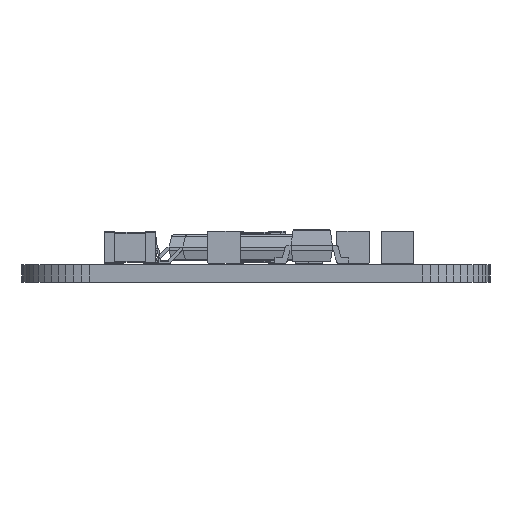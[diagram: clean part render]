
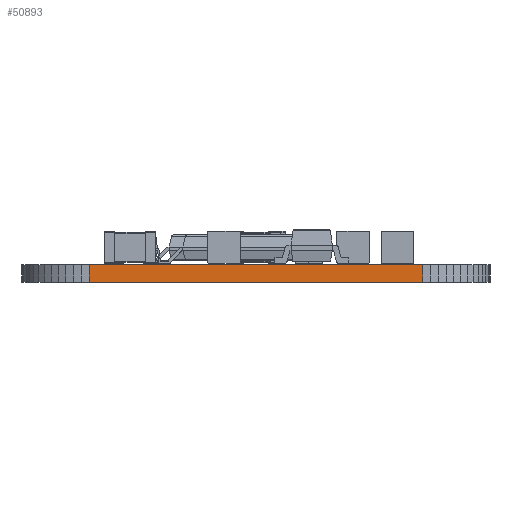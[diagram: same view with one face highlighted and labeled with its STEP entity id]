
A CAD part, front view. The second image highlights one B-rep face of the part: STEP entity #50893.
In plain terms, the highlighted planar face has unit normal (0, -1, 0).
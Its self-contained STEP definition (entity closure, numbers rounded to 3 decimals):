
#44572 = PLANE('',#44573);
#44573 = AXIS2_PLACEMENT_3D('',#44574,#44575,#44576);
#44574 = CARTESIAN_POINT('',(7.62,-19.368,0.68));
#44575 = DIRECTION('',(-0.,-0.,-1.));
#44576 = DIRECTION('',(-1.,0.,0.));
#44626 = PLANE('',#44627);
#44627 = AXIS2_PLACEMENT_3D('',#44628,#44629,#44630);
#44628 = CARTESIAN_POINT('',(7.62,-19.368,0.));
#44629 = DIRECTION('',(-0.,-0.,-1.));
#44630 = DIRECTION('',(-1.,0.,0.));
#45435 = VERTEX_POINT('',#45436);
#45436 = CARTESIAN_POINT('',(14.072,-41.349,0.));
#45450 = PLANE('',#45451);
#45451 = AXIS2_PLACEMENT_3D('',#45452,#45453,#45454);
#45452 = CARTESIAN_POINT('',(14.387,-41.33,0.));
#45453 = DIRECTION('',(0.06,-0.998,0.));
#45454 = DIRECTION('',(-0.998,-0.06,0.));
#45462 = EDGE_CURVE('',#45435,#45463,#45465,.T.);
#45463 = VERTEX_POINT('',#45464);
#45464 = CARTESIAN_POINT('',(1.168,-41.349,0.));
#45465 = SURFACE_CURVE('',#45466,(#45470,#45477),.PCURVE_S1.);
#45466 = LINE('',#45467,#45468);
#45467 = CARTESIAN_POINT('',(14.072,-41.349,0.));
#45468 = VECTOR('',#45469,1.);
#45469 = DIRECTION('',(-1.,0.,0.));
#45470 = PCURVE('',#44626,#45471);
#45471 = DEFINITIONAL_REPRESENTATION('',(#45472),#45476);
#45472 = LINE('',#45473,#45474);
#45473 = CARTESIAN_POINT('',(-6.452,-21.981));
#45474 = VECTOR('',#45475,1.);
#45475 = DIRECTION('',(1.,0.));
#45476 = ( GEOMETRIC_REPRESENTATION_CONTEXT(2) 
PARAMETRIC_REPRESENTATION_CONTEXT() REPRESENTATION_CONTEXT('2D SPACE',''
  ) );
#45477 = PCURVE('',#45478,#45483);
#45478 = PLANE('',#45479);
#45479 = AXIS2_PLACEMENT_3D('',#45480,#45481,#45482);
#45480 = CARTESIAN_POINT('',(14.072,-41.349,0.));
#45481 = DIRECTION('',(0.,-1.,0.));
#45482 = DIRECTION('',(-1.,0.,0.));
#45483 = DEFINITIONAL_REPRESENTATION('',(#45484),#45488);
#45484 = LINE('',#45485,#45486);
#45485 = CARTESIAN_POINT('',(0.,-0.));
#45486 = VECTOR('',#45487,1.);
#45487 = DIRECTION('',(1.,0.));
#45488 = ( GEOMETRIC_REPRESENTATION_CONTEXT(2) 
PARAMETRIC_REPRESENTATION_CONTEXT() REPRESENTATION_CONTEXT('2D SPACE',''
  ) );
#45506 = PLANE('',#45507);
#45507 = AXIS2_PLACEMENT_3D('',#45508,#45509,#45510);
#45508 = CARTESIAN_POINT('',(1.168,-41.349,0.));
#45509 = DIRECTION('',(-0.06,-0.998,0.));
#45510 = DIRECTION('',(-0.998,0.06,0.));
#47923 = VERTEX_POINT('',#47924);
#47924 = CARTESIAN_POINT('',(14.072,-41.349,0.68));
#47945 = EDGE_CURVE('',#47923,#47946,#47948,.T.);
#47946 = VERTEX_POINT('',#47947);
#47947 = CARTESIAN_POINT('',(1.168,-41.349,0.68));
#47948 = SURFACE_CURVE('',#47949,(#47953,#47960),.PCURVE_S1.);
#47949 = LINE('',#47950,#47951);
#47950 = CARTESIAN_POINT('',(14.072,-41.349,0.68));
#47951 = VECTOR('',#47952,1.);
#47952 = DIRECTION('',(-1.,0.,0.));
#47953 = PCURVE('',#44572,#47954);
#47954 = DEFINITIONAL_REPRESENTATION('',(#47955),#47959);
#47955 = LINE('',#47956,#47957);
#47956 = CARTESIAN_POINT('',(-6.452,-21.981));
#47957 = VECTOR('',#47958,1.);
#47958 = DIRECTION('',(1.,0.));
#47959 = ( GEOMETRIC_REPRESENTATION_CONTEXT(2) 
PARAMETRIC_REPRESENTATION_CONTEXT() REPRESENTATION_CONTEXT('2D SPACE',''
  ) );
#47960 = PCURVE('',#45478,#47961);
#47961 = DEFINITIONAL_REPRESENTATION('',(#47962),#47966);
#47962 = LINE('',#47963,#47964);
#47963 = CARTESIAN_POINT('',(0.,-0.68));
#47964 = VECTOR('',#47965,1.);
#47965 = DIRECTION('',(1.,0.));
#47966 = ( GEOMETRIC_REPRESENTATION_CONTEXT(2) 
PARAMETRIC_REPRESENTATION_CONTEXT() REPRESENTATION_CONTEXT('2D SPACE',''
  ) );
#50845 = EDGE_CURVE('',#45435,#47923,#50846,.T.);
#50846 = SURFACE_CURVE('',#50847,(#50851,#50858),.PCURVE_S1.);
#50847 = LINE('',#50848,#50849);
#50848 = CARTESIAN_POINT('',(14.072,-41.349,0.));
#50849 = VECTOR('',#50850,1.);
#50850 = DIRECTION('',(0.,0.,1.));
#50851 = PCURVE('',#45450,#50852);
#50852 = DEFINITIONAL_REPRESENTATION('',(#50853),#50857);
#50853 = LINE('',#50854,#50855);
#50854 = CARTESIAN_POINT('',(0.316,0.));
#50855 = VECTOR('',#50856,1.);
#50856 = DIRECTION('',(0.,-1.));
#50857 = ( GEOMETRIC_REPRESENTATION_CONTEXT(2) 
PARAMETRIC_REPRESENTATION_CONTEXT() REPRESENTATION_CONTEXT('2D SPACE',''
  ) );
#50858 = PCURVE('',#45478,#50859);
#50859 = DEFINITIONAL_REPRESENTATION('',(#50860),#50864);
#50860 = LINE('',#50861,#50862);
#50861 = CARTESIAN_POINT('',(0.,-0.));
#50862 = VECTOR('',#50863,1.);
#50863 = DIRECTION('',(0.,-1.));
#50864 = ( GEOMETRIC_REPRESENTATION_CONTEXT(2) 
PARAMETRIC_REPRESENTATION_CONTEXT() REPRESENTATION_CONTEXT('2D SPACE',''
  ) );
#50893 = ADVANCED_FACE('',(#50894),#45478,.T.);
#50894 = FACE_BOUND('',#50895,.T.);
#50895 = EDGE_LOOP('',(#50896,#50897,#50898,#50919));
#50896 = ORIENTED_EDGE('',*,*,#50845,.T.);
#50897 = ORIENTED_EDGE('',*,*,#47945,.T.);
#50898 = ORIENTED_EDGE('',*,*,#50899,.F.);
#50899 = EDGE_CURVE('',#45463,#47946,#50900,.T.);
#50900 = SURFACE_CURVE('',#50901,(#50905,#50912),.PCURVE_S1.);
#50901 = LINE('',#50902,#50903);
#50902 = CARTESIAN_POINT('',(1.168,-41.349,0.));
#50903 = VECTOR('',#50904,1.);
#50904 = DIRECTION('',(0.,0.,1.));
#50905 = PCURVE('',#45478,#50906);
#50906 = DEFINITIONAL_REPRESENTATION('',(#50907),#50911);
#50907 = LINE('',#50908,#50909);
#50908 = CARTESIAN_POINT('',(12.903,0.));
#50909 = VECTOR('',#50910,1.);
#50910 = DIRECTION('',(0.,-1.));
#50911 = ( GEOMETRIC_REPRESENTATION_CONTEXT(2) 
PARAMETRIC_REPRESENTATION_CONTEXT() REPRESENTATION_CONTEXT('2D SPACE',''
  ) );
#50912 = PCURVE('',#45506,#50913);
#50913 = DEFINITIONAL_REPRESENTATION('',(#50914),#50918);
#50914 = LINE('',#50915,#50916);
#50915 = CARTESIAN_POINT('',(0.,0.));
#50916 = VECTOR('',#50917,1.);
#50917 = DIRECTION('',(0.,-1.));
#50918 = ( GEOMETRIC_REPRESENTATION_CONTEXT(2) 
PARAMETRIC_REPRESENTATION_CONTEXT() REPRESENTATION_CONTEXT('2D SPACE',''
  ) );
#50919 = ORIENTED_EDGE('',*,*,#45462,.F.);
